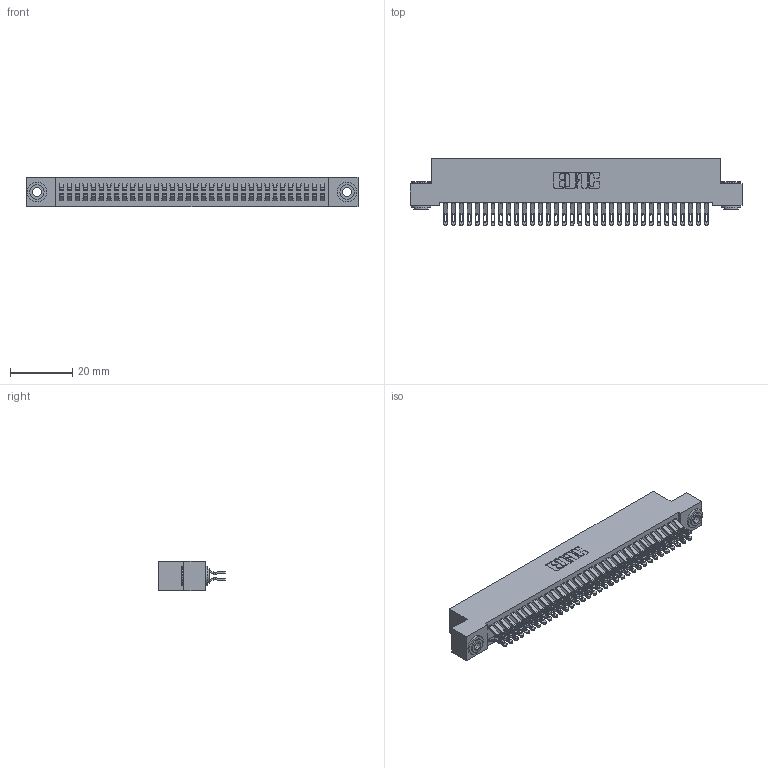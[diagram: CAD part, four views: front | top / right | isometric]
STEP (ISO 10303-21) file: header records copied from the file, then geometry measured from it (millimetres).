
FILE_DESCRIPTION (( 'STEP AP203' ), '1' );
FILE_NAME ('342-068-555-203.STEP', '2018-08-13T08:53:25', ( '' ), ( '' ), 'SwSTEP 2.0', 'SolidWorks 2016', '' );
FILE_SCHEMA (( 'CONFIG_CONTROL_DESIGN' ));
Length unit declared in the file: inch
Products named in the file (4): 342-250-002_345-250-002-102; 342-068-555-203; 342 Part_.156 TH; 345-292-001_555 Tail
Assembly tree (71 placements, depth 2):
  342-068-555-203
    342 Part_.156 TH
    345-292-001_555 Tail  x68
    342-250-002_345-250-002-102  x2
Bounding box: 106.68 x 21.47 x 9.4 mm (x, y, z)
Volume: 9759.1 mm3; surface area: 16560.3 mm2
Topology: 71 solids, 71 shells, 4092 faces, 12819 edges, 8542 vertices
Faces by surface type: plane 2388, cylinder 1696, cone 8
Entity records: 23752 total; most frequent: CARTESIAN_POINT 3955, ORIENTED_EDGE 3854, DIRECTION 3397, EDGE_CURVE 1927, VECTOR 1755, LINE 1755, VERTEX_POINT 1282, AXIS2_PLACEMENT_3D 821
